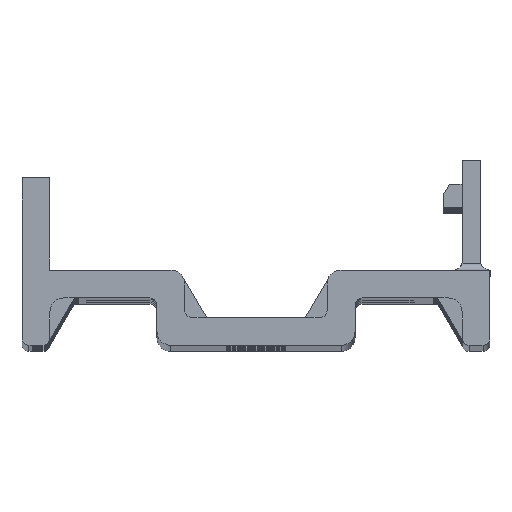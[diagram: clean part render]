
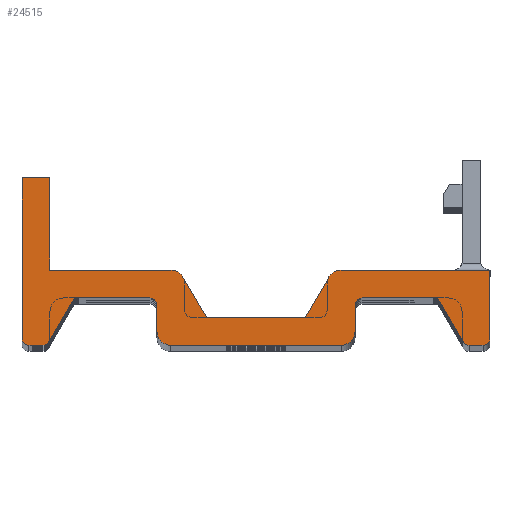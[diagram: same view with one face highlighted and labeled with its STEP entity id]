
A CAD part, top view. The second image highlights one B-rep face of the part: STEP entity #24515.
In plain terms, the highlighted planar face has unit normal (0, 0, 1).
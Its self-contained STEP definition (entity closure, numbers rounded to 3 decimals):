
#69=DIRECTION('',(0.,1.,0.));
#70=VECTOR('',#69,6.6);
#71=CARTESIAN_POINT('',(-14.775,5.4,112.));
#72=LINE('',#71,#70);
#585=DIRECTION('',(1.,0.,0.));
#586=VECTOR('',#585,2.);
#587=CARTESIAN_POINT('',(-16.775,12.,112.));
#588=LINE('',#587,#586);
#593=DIRECTION('',(0.,-1.,0.));
#594=VECTOR('',#593,11.5);
#595=CARTESIAN_POINT('',(-16.775,12.,112.));
#596=LINE('',#595,#594);
#889=CARTESIAN_POINT('',(-16.275,0.5,112.));
#890=DIRECTION('',(0.,0.,-1.));
#891=DIRECTION('',(0.,-1.,0.));
#892=AXIS2_PLACEMENT_3D('',#889,#890,#891);
#907=DIRECTION('',(1.,0.,0.));
#908=VECTOR('',#907,1.);
#909=CARTESIAN_POINT('',(-16.275,0.,112.));
#910=LINE('',#909,#908);
#1127=CARTESIAN_POINT('',(-15.275,0.5,112.));
#1128=DIRECTION('',(0.,0.,-1.));
#1129=DIRECTION('',(0.866,-0.5,0.));
#1130=AXIS2_PLACEMENT_3D('',#1127,#1128,#1129);
#1145=DIRECTION('',(0.5,0.866,0.));
#1146=VECTOR('',#1145,3.349);
#1147=CARTESIAN_POINT('',(-14.842,0.25,112.));
#1148=LINE('',#1147,#1146);
#1153=CARTESIAN_POINT('',(-12.735,2.9,112.));
#1154=DIRECTION('',(0.,0.,1.));
#1155=DIRECTION('',(0.,1.,0.));
#1156=AXIS2_PLACEMENT_3D('',#1153,#1154,#1155);
#1171=DIRECTION('',(1.,0.,0.));
#1172=VECTOR('',#1171,5.135);
#1173=CARTESIAN_POINT('',(-12.735,3.4,112.));
#1174=LINE('',#1173,#1172);
#1583=CARTESIAN_POINT('',(-7.6,2.9,112.));
#1584=DIRECTION('',(0.,0.,1.));
#1585=DIRECTION('',(1.,0.,0.));
#1586=AXIS2_PLACEMENT_3D('',#1583,#1584,#1585);
#1596=DIRECTION('',(0.,-1.,0.));
#1597=VECTOR('',#1596,1.9);
#1598=CARTESIAN_POINT('',(-7.1,2.9,112.));
#1599=LINE('',#1598,#1597);
#1616=CARTESIAN_POINT('',(-6.1,1.,112.));
#1617=DIRECTION('',(0.,0.,-1.));
#1618=DIRECTION('',(0.,-1.,0.));
#1619=AXIS2_PLACEMENT_3D('',#1616,#1617,#1618);
#1634=DIRECTION('',(1.,0.,0.));
#1635=VECTOR('',#1634,12.2);
#1636=CARTESIAN_POINT('',(-6.1,0.,112.));
#1637=LINE('',#1636,#1635);
#1890=CARTESIAN_POINT('',(6.1,1.,112.));
#1891=DIRECTION('',(0.,0.,-1.));
#1892=DIRECTION('',(1.,0.,0.));
#1893=AXIS2_PLACEMENT_3D('',#1890,#1891,#1892);
#1908=DIRECTION('',(0.,1.,0.));
#1909=VECTOR('',#1908,1.9);
#1910=CARTESIAN_POINT('',(7.1,1.,112.));
#1911=LINE('',#1910,#1909);
#1928=CARTESIAN_POINT('',(7.6,2.9,112.));
#1929=DIRECTION('',(0.,0.,1.));
#1930=DIRECTION('',(0.,1.,0.));
#1931=AXIS2_PLACEMENT_3D('',#1928,#1929,#1930);
#1941=DIRECTION('',(1.,0.,0.));
#1942=VECTOR('',#1941,5.135);
#1943=CARTESIAN_POINT('',(7.6,3.4,112.));
#1944=LINE('',#1943,#1942);
#2209=CARTESIAN_POINT('',(12.735,2.9,112.));
#2210=DIRECTION('',(0.,0.,-1.));
#2211=DIRECTION('',(0.,1.,0.));
#2212=AXIS2_PLACEMENT_3D('',#2209,#2210,#2211);
#2227=DIRECTION('',(0.5,-0.866,0.));
#2228=VECTOR('',#2227,3.349);
#2229=CARTESIAN_POINT('',(13.168,3.15,112.));
#2230=LINE('',#2229,#2228);
#2235=CARTESIAN_POINT('',(15.275,0.5,112.));
#2236=DIRECTION('',(0.,0.,-1.));
#2237=DIRECTION('',(0.,-1.,0.));
#2238=AXIS2_PLACEMENT_3D('',#2235,#2236,#2237);
#2321=DIRECTION('',(1.,0.,0.));
#2322=VECTOR('',#2321,1.);
#2323=CARTESIAN_POINT('',(15.275,0.,112.));
#2324=LINE('',#2323,#2322);
#2325=CARTESIAN_POINT('',(16.275,0.5,112.));
#2326=DIRECTION('',(0.,0.,-1.));
#2327=DIRECTION('',(1.,0.,0.));
#2328=AXIS2_PLACEMENT_3D('',#2325,#2326,#2327);
#2343=DIRECTION('',(0.,1.,0.));
#2344=VECTOR('',#2343,4.9);
#2345=CARTESIAN_POINT('',(16.775,0.5,112.));
#2346=LINE('',#2345,#2344);
#2347=DIRECTION('',(-1.,0.,0.));
#2348=VECTOR('',#2347,10.675);
#2349=CARTESIAN_POINT('',(16.775,5.4,112.));
#2350=LINE('',#2349,#2348);
#2707=CARTESIAN_POINT('',(6.1,4.4,112.));
#2708=DIRECTION('',(0.,0.,-1.));
#2709=DIRECTION('',(-0.866,0.5,0.));
#2710=AXIS2_PLACEMENT_3D('',#2707,#2708,#2709);
#2793=DIRECTION('',(-0.5,-0.866,0.));
#2794=VECTOR('',#2793,3.06);
#2795=CARTESIAN_POINT('',(5.234,4.9,112.));
#2796=LINE('',#2795,#2794);
#2801=CARTESIAN_POINT('',(3.271,2.5,112.));
#2802=DIRECTION('',(0.,0.,1.));
#2803=DIRECTION('',(0.,-1.,0.));
#2804=AXIS2_PLACEMENT_3D('',#2801,#2802,#2803);
#2819=DIRECTION('',(-1.,0.,0.));
#2820=VECTOR('',#2819,6.542);
#2821=CARTESIAN_POINT('',(3.271,2.,112.));
#2822=LINE('',#2821,#2820);
#2828=CARTESIAN_POINT('',(-3.271,2.5,112.));
#2829=DIRECTION('',(0.,0.,-1.));
#2830=DIRECTION('',(0.,-1.,0.));
#2831=AXIS2_PLACEMENT_3D('',#2828,#2829,#2830);
#2846=DIRECTION('',(-0.5,0.866,0.));
#2847=VECTOR('',#2846,3.06);
#2848=CARTESIAN_POINT('',(-3.704,2.25,112.));
#2849=LINE('',#2848,#2847);
#2854=CARTESIAN_POINT('',(-6.1,4.4,112.));
#2855=DIRECTION('',(0.,0.,-1.));
#2856=DIRECTION('',(0.,1.,0.));
#2857=AXIS2_PLACEMENT_3D('',#2854,#2855,#2856);
#2940=DIRECTION('',(-1.,0.,0.));
#2941=VECTOR('',#2940,8.675);
#2942=CARTESIAN_POINT('',(-6.1,5.4,112.));
#2943=LINE('',#2942,#2941);
#24006=CARTESIAN_POINT('',(-16.775,12.,112.));
#24007=CARTESIAN_POINT('',(-16.775,0.5,112.));
#24008=VERTEX_POINT('',#24006);
#24009=VERTEX_POINT('',#24007);
#24010=CARTESIAN_POINT('',(-16.275,0.,112.));
#24011=CARTESIAN_POINT('',(-15.275,0.,112.));
#24012=VERTEX_POINT('',#24010);
#24013=VERTEX_POINT('',#24011);
#24014=CARTESIAN_POINT('',(-12.735,3.4,112.));
#24015=CARTESIAN_POINT('',(-7.6,3.4,112.));
#24016=VERTEX_POINT('',#24014);
#24017=VERTEX_POINT('',#24015);
#24018=CARTESIAN_POINT('',(-7.1,2.9,112.));
#24019=CARTESIAN_POINT('',(-7.1,1.,112.));
#24020=VERTEX_POINT('',#24018);
#24021=VERTEX_POINT('',#24019);
#24022=CARTESIAN_POINT('',(-6.1,0.,112.));
#24023=CARTESIAN_POINT('',(6.1,0.,112.));
#24024=VERTEX_POINT('',#24022);
#24025=VERTEX_POINT('',#24023);
#24026=CARTESIAN_POINT('',(7.1,1.,112.));
#24027=CARTESIAN_POINT('',(7.1,2.9,112.));
#24028=VERTEX_POINT('',#24026);
#24029=VERTEX_POINT('',#24027);
#24030=CARTESIAN_POINT('',(7.6,3.4,112.));
#24031=CARTESIAN_POINT('',(12.735,3.4,112.));
#24032=VERTEX_POINT('',#24030);
#24033=VERTEX_POINT('',#24031);
#24034=CARTESIAN_POINT('',(15.275,0.,112.));
#24035=CARTESIAN_POINT('',(16.275,0.,112.));
#24036=VERTEX_POINT('',#24034);
#24037=VERTEX_POINT('',#24035);
#24038=CARTESIAN_POINT('',(16.775,0.5,112.));
#24039=CARTESIAN_POINT('',(16.775,5.4,112.));
#24040=VERTEX_POINT('',#24038);
#24041=VERTEX_POINT('',#24039);
#24042=CARTESIAN_POINT('',(6.1,5.4,112.));
#24043=VERTEX_POINT('',#24042);
#24044=CARTESIAN_POINT('',(3.271,2.,112.));
#24045=CARTESIAN_POINT('',(-3.271,2.,112.));
#24046=VERTEX_POINT('',#24044);
#24047=VERTEX_POINT('',#24045);
#24048=CARTESIAN_POINT('',(-6.1,5.4,112.));
#24049=CARTESIAN_POINT('',(-14.775,5.4,112.));
#24050=VERTEX_POINT('',#24048);
#24051=VERTEX_POINT('',#24049);
#24052=CARTESIAN_POINT('',(-14.775,12.,112.));
#24053=VERTEX_POINT('',#24052);
#24054=CARTESIAN_POINT('',(-5.234,4.9,112.));
#24055=VERTEX_POINT('',#24054);
#24056=CARTESIAN_POINT('',(5.234,4.9,112.));
#24057=VERTEX_POINT('',#24056);
#24058=CARTESIAN_POINT('',(14.842,0.25,112.));
#24059=VERTEX_POINT('',#24058);
#24060=CARTESIAN_POINT('',(-14.842,0.25,112.));
#24061=VERTEX_POINT('',#24060);
#24062=CARTESIAN_POINT('',(13.168,3.15,112.));
#24063=VERTEX_POINT('',#24062);
#24064=CARTESIAN_POINT('',(3.704,2.25,112.));
#24065=VERTEX_POINT('',#24064);
#24066=CARTESIAN_POINT('',(-3.704,2.25,112.));
#24067=VERTEX_POINT('',#24066);
#24068=CARTESIAN_POINT('',(-13.168,3.15,112.));
#24069=VERTEX_POINT('',#24068);
#24445=CARTESIAN_POINT('',(16.775,13.25,112.));
#24446=DIRECTION('',(0.,0.,-1.));
#24447=DIRECTION('',(-1.,0.,0.));
#24448=AXIS2_PLACEMENT_3D('',#24445,#24446,#24447);
#24449=PLANE('',#24448);
#24451=ORIENTED_EDGE('',*,*,#24450,.T.);
#24452=ORIENTED_EDGE('',*,*,#24147,.F.);
#24454=ORIENTED_EDGE('',*,*,#24453,.F.);
#24456=ORIENTED_EDGE('',*,*,#24455,.T.);
#24458=ORIENTED_EDGE('',*,*,#24457,.F.);
#24460=ORIENTED_EDGE('',*,*,#24459,.F.);
#24462=ORIENTED_EDGE('',*,*,#24461,.F.);
#24464=ORIENTED_EDGE('',*,*,#24463,.T.);
#24466=ORIENTED_EDGE('',*,*,#24465,.F.);
#24468=ORIENTED_EDGE('',*,*,#24467,.T.);
#24470=ORIENTED_EDGE('',*,*,#24469,.F.);
#24472=ORIENTED_EDGE('',*,*,#24471,.F.);
#24474=ORIENTED_EDGE('',*,*,#24473,.T.);
#24476=ORIENTED_EDGE('',*,*,#24475,.F.);
#24478=ORIENTED_EDGE('',*,*,#24477,.T.);
#24480=ORIENTED_EDGE('',*,*,#24479,.F.);
#24482=ORIENTED_EDGE('',*,*,#24481,.F.);
#24484=ORIENTED_EDGE('',*,*,#24483,.F.);
#24486=ORIENTED_EDGE('',*,*,#24485,.T.);
#24488=ORIENTED_EDGE('',*,*,#24487,.F.);
#24490=ORIENTED_EDGE('',*,*,#24489,.T.);
#24492=ORIENTED_EDGE('',*,*,#24491,.F.);
#24494=ORIENTED_EDGE('',*,*,#24493,.T.);
#24496=ORIENTED_EDGE('',*,*,#24495,.F.);
#24498=ORIENTED_EDGE('',*,*,#24497,.T.);
#24500=ORIENTED_EDGE('',*,*,#24499,.F.);
#24502=ORIENTED_EDGE('',*,*,#24501,.T.);
#24504=ORIENTED_EDGE('',*,*,#24503,.F.);
#24506=ORIENTED_EDGE('',*,*,#24505,.T.);
#24508=ORIENTED_EDGE('',*,*,#24507,.F.);
#24510=ORIENTED_EDGE('',*,*,#24509,.T.);
#24512=ORIENTED_EDGE('',*,*,#24511,.F.);
#24513=EDGE_LOOP('',(#24451,#24452,#24454,#24456,#24458,#24460,#24462,#24464,
#24466,#24468,#24470,#24472,#24474,#24476,#24478,#24480,#24482,#24484,#24486,
#24488,#24490,#24492,#24494,#24496,#24498,#24500,#24502,#24504,#24506,#24508,
#24510,#24512));
#24514=FACE_OUTER_BOUND('',#24513,.F.);
#24515=ADVANCED_FACE('',(#24514),#24449,.F.);
#893=CIRCLE('',#892,0.5);
#1131=CIRCLE('',#1130,0.5);
#1157=CIRCLE('',#1156,0.5);
#1587=CIRCLE('',#1586,0.5);
#1620=CIRCLE('',#1619,1.);
#1894=CIRCLE('',#1893,1.);
#1932=CIRCLE('',#1931,0.5);
#2213=CIRCLE('',#2212,0.5);
#2239=CIRCLE('',#2238,0.5);
#2329=CIRCLE('',#2328,0.5);
#2711=CIRCLE('',#2710,1.);
#2805=CIRCLE('',#2804,0.5);
#2832=CIRCLE('',#2831,0.5);
#2858=CIRCLE('',#2857,1.);
#24147=EDGE_CURVE('',#24051,#24053,#72,.T.);
#24450=EDGE_CURVE('',#24008,#24053,#588,.T.);
#24453=EDGE_CURVE('',#24050,#24051,#2943,.T.);
#24455=EDGE_CURVE('',#24050,#24055,#2858,.T.);
#24457=EDGE_CURVE('',#24067,#24055,#2849,.T.);
#24459=EDGE_CURVE('',#24047,#24067,#2832,.T.);
#24461=EDGE_CURVE('',#24046,#24047,#2822,.T.);
#24463=EDGE_CURVE('',#24046,#24065,#2805,.T.);
#24465=EDGE_CURVE('',#24057,#24065,#2796,.T.);
#24467=EDGE_CURVE('',#24057,#24043,#2711,.T.);
#24469=EDGE_CURVE('',#24041,#24043,#2350,.T.);
#24471=EDGE_CURVE('',#24040,#24041,#2346,.T.);
#24473=EDGE_CURVE('',#24040,#24037,#2329,.T.);
#24475=EDGE_CURVE('',#24036,#24037,#2324,.T.);
#24477=EDGE_CURVE('',#24036,#24059,#2239,.T.);
#24479=EDGE_CURVE('',#24063,#24059,#2230,.T.);
#24481=EDGE_CURVE('',#24033,#24063,#2213,.T.);
#24483=EDGE_CURVE('',#24032,#24033,#1944,.T.);
#24485=EDGE_CURVE('',#24032,#24029,#1932,.T.);
#24487=EDGE_CURVE('',#24028,#24029,#1911,.T.);
#24489=EDGE_CURVE('',#24028,#24025,#1894,.T.);
#24491=EDGE_CURVE('',#24024,#24025,#1637,.T.);
#24493=EDGE_CURVE('',#24024,#24021,#1620,.T.);
#24495=EDGE_CURVE('',#24020,#24021,#1599,.T.);
#24497=EDGE_CURVE('',#24020,#24017,#1587,.T.);
#24499=EDGE_CURVE('',#24016,#24017,#1174,.T.);
#24501=EDGE_CURVE('',#24016,#24069,#1157,.T.);
#24503=EDGE_CURVE('',#24061,#24069,#1148,.T.);
#24505=EDGE_CURVE('',#24061,#24013,#1131,.T.);
#24507=EDGE_CURVE('',#24012,#24013,#910,.T.);
#24509=EDGE_CURVE('',#24012,#24009,#893,.T.);
#24511=EDGE_CURVE('',#24008,#24009,#596,.T.);
